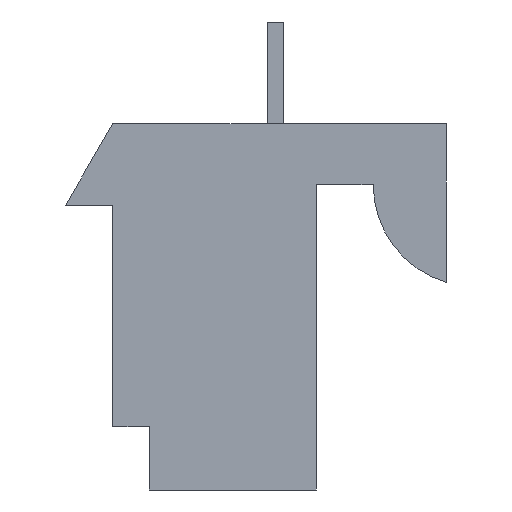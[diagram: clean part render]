
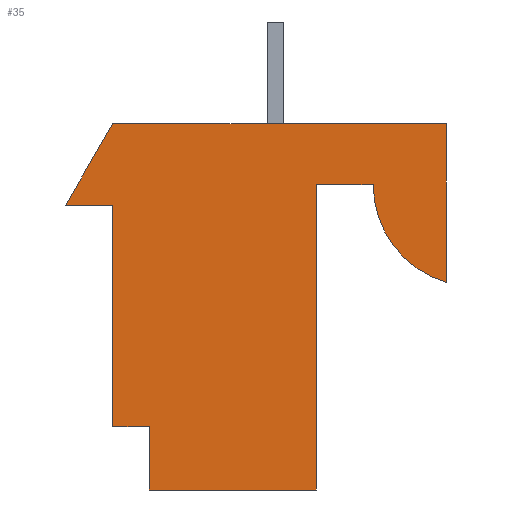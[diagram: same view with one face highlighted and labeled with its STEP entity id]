
A CAD part, left-side view. The second image highlights one B-rep face of the part: STEP entity #35.
In plain terms, the highlighted planar face has unit normal (-1, 0, 0).
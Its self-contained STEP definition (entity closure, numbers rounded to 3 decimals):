
#35 = ADVANCED_FACE('',(#36),#127,.F.);
#36 = FACE_BOUND('',#37,.T.);
#37 = EDGE_LOOP('',(#38,#48,#56,#64,#72,#80,#89,#97,#105,#113,#121));
#38 = ORIENTED_EDGE('',*,*,#39,.F.);
#39 = EDGE_CURVE('',#40,#42,#44,.T.);
#40 = VERTEX_POINT('',#41);
#41 = CARTESIAN_POINT('',(-11.836,9.271,-9.449));
#42 = VERTEX_POINT('',#43);
#43 = CARTESIAN_POINT('',(-11.836,10.414,-9.449));
#44 = LINE('',#45,#46);
#45 = CARTESIAN_POINT('',(-11.836,9.271,-9.449));
#46 = VECTOR('',#47,1.);
#47 = DIRECTION('',(0.,1.,0.));
#48 = ORIENTED_EDGE('',*,*,#49,.F.);
#49 = EDGE_CURVE('',#50,#40,#52,.T.);
#50 = VERTEX_POINT('',#51);
#51 = CARTESIAN_POINT('',(-11.836,9.271,-11.43));
#52 = LINE('',#53,#54);
#53 = CARTESIAN_POINT('',(-11.836,9.271,-11.43));
#54 = VECTOR('',#55,1.);
#55 = DIRECTION('',(0.,0.,1.));
#56 = ORIENTED_EDGE('',*,*,#57,.F.);
#57 = EDGE_CURVE('',#58,#50,#60,.T.);
#58 = VERTEX_POINT('',#59);
#59 = CARTESIAN_POINT('',(-11.836,4.064,-11.43));
#60 = LINE('',#61,#62);
#61 = CARTESIAN_POINT('',(-11.836,4.064,-11.43));
#62 = VECTOR('',#63,1.);
#63 = DIRECTION('',(0.,1.,0.));
#64 = ORIENTED_EDGE('',*,*,#65,.F.);
#65 = EDGE_CURVE('',#66,#58,#68,.T.);
#66 = VERTEX_POINT('',#67);
#67 = CARTESIAN_POINT('',(-11.836,4.064,-1.905));
#68 = LINE('',#69,#70);
#69 = CARTESIAN_POINT('',(-11.836,4.064,-1.905));
#70 = VECTOR('',#71,1.);
#71 = DIRECTION('',(0.,0.,-1.));
#72 = ORIENTED_EDGE('',*,*,#73,.F.);
#73 = EDGE_CURVE('',#74,#66,#76,.T.);
#74 = VERTEX_POINT('',#75);
#75 = CARTESIAN_POINT('',(-11.836,2.286,-1.905));
#76 = LINE('',#77,#78);
#77 = CARTESIAN_POINT('',(-11.836,2.286,-1.905));
#78 = VECTOR('',#79,1.);
#79 = DIRECTION('',(0.,1.,0.));
#80 = ORIENTED_EDGE('',*,*,#81,.F.);
#81 = EDGE_CURVE('',#82,#74,#84,.T.);
#82 = VERTEX_POINT('',#83);
#83 = CARTESIAN_POINT('',(-11.836,0.,-4.953));
#84 = CIRCLE('',#85,3.175);
#85 = AXIS2_PLACEMENT_3D('',#86,#87,#88);
#86 = CARTESIAN_POINT('',(-11.836,-0.889,-1.905));
#87 = DIRECTION('',(1.,0.,0.));
#88 = DIRECTION('',(0.,0.28,-0.96));
#89 = ORIENTED_EDGE('',*,*,#90,.F.);
#90 = EDGE_CURVE('',#91,#82,#93,.T.);
#91 = VERTEX_POINT('',#92);
#92 = CARTESIAN_POINT('',(-11.836,0.,0.));
#93 = LINE('',#94,#95);
#94 = CARTESIAN_POINT('',(-11.836,0.,0.));
#95 = VECTOR('',#96,1.);
#96 = DIRECTION('',(0.,0.,-1.));
#97 = ORIENTED_EDGE('',*,*,#98,.F.);
#98 = EDGE_CURVE('',#99,#91,#101,.T.);
#99 = VERTEX_POINT('',#100);
#100 = CARTESIAN_POINT('',(-11.836,10.414,0.));
#101 = LINE('',#102,#103);
#102 = CARTESIAN_POINT('',(-11.836,10.414,0.));
#103 = VECTOR('',#104,1.);
#104 = DIRECTION('',(0.,-1.,0.));
#105 = ORIENTED_EDGE('',*,*,#106,.T.);
#106 = EDGE_CURVE('',#99,#107,#109,.T.);
#107 = VERTEX_POINT('',#108);
#108 = CARTESIAN_POINT('',(-11.836,11.887,-2.54));
#109 = LINE('',#110,#111);
#110 = CARTESIAN_POINT('',(-11.836,10.414,0.));
#111 = VECTOR('',#112,1.);
#112 = DIRECTION('',(0.,0.502,-0.865));
#113 = ORIENTED_EDGE('',*,*,#114,.T.);
#114 = EDGE_CURVE('',#107,#115,#117,.T.);
#115 = VERTEX_POINT('',#116);
#116 = CARTESIAN_POINT('',(-11.836,10.414,-2.54));
#117 = LINE('',#118,#119);
#118 = CARTESIAN_POINT('',(-11.836,11.887,-2.54));
#119 = VECTOR('',#120,1.);
#120 = DIRECTION('',(0.,-1.,0.));
#121 = ORIENTED_EDGE('',*,*,#122,.F.);
#122 = EDGE_CURVE('',#42,#115,#123,.T.);
#123 = LINE('',#124,#125);
#124 = CARTESIAN_POINT('',(-11.836,10.414,-9.449));
#125 = VECTOR('',#126,1.);
#126 = DIRECTION('',(0.,0.,1.));
#127 = PLANE('',#128);
#128 = AXIS2_PLACEMENT_3D('',#129,#130,#131);
#129 = CARTESIAN_POINT('',(-11.836,0.,0.));
#130 = DIRECTION('',(1.,0.,0.));
#131 = DIRECTION('',(-0.,1.,0.));
